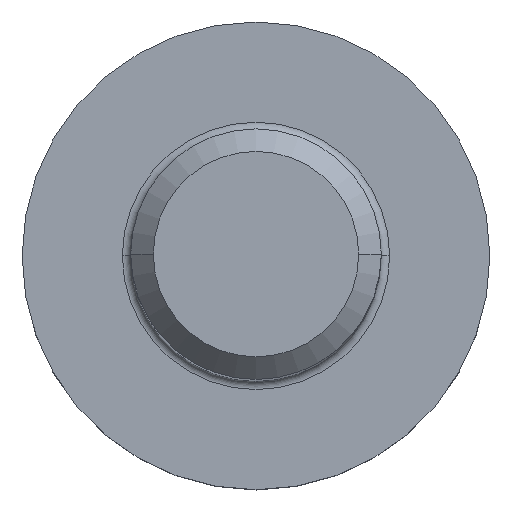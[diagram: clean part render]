
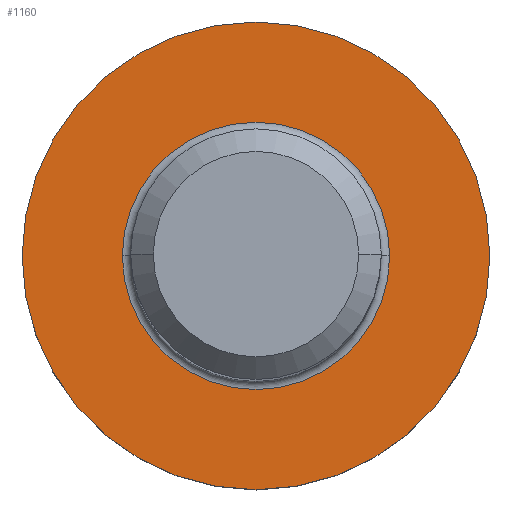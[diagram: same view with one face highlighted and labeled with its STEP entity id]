
A CAD part, top view. The second image highlights one B-rep face of the part: STEP entity #1160.
In plain terms, the highlighted planar face has unit normal (0, 0, 1).
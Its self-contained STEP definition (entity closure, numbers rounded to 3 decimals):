
#49 = CARTESIAN_POINT ( 'NONE',  ( 0., 0., 0. ) ) ;
#73 = CIRCLE ( 'NONE', #1185, 1.6 ) ;
#147 = PLANE ( 'NONE',  #848 ) ;
#156 = EDGE_LOOP ( 'NONE', ( #695, #1076 ) ) ;
#231 = ORIENTED_EDGE ( 'NONE', *, *, #884, .F. ) ;
#243 = VERTEX_POINT ( 'NONE', #940 ) ;
#245 = CARTESIAN_POINT ( 'NONE',  ( 0., 1.6, 0. ) ) ;
#276 = CIRCLE ( 'NONE', #963, 2.8 ) ;
#309 = CIRCLE ( 'NONE', #752, 1.6 ) ;
#367 = ORIENTED_EDGE ( 'NONE', *, *, #1060, .F. ) ;
#415 = CARTESIAN_POINT ( 'NONE',  ( 0., 0., 0. ) ) ;
#430 = CARTESIAN_POINT ( 'NONE',  ( 0., 0., 0. ) ) ;
#436 = DIRECTION ( 'NONE',  ( -1., 0., 0. ) ) ;
#497 = DIRECTION ( 'NONE',  ( -1., 0., 0. ) ) ;
#518 = DIRECTION ( 'NONE',  ( 0., 0., -1. ) ) ;
#548 = DIRECTION ( 'NONE',  ( 0., 0., -1. ) ) ;
#557 = AXIS2_PLACEMENT_3D ( 'NONE', #430, #518, #909 ) ;
#568 = FACE_OUTER_BOUND ( 'NONE', #923, .T. ) ;
#574 = DIRECTION ( 'NONE',  ( 0., 0., -1. ) ) ;
#620 = CIRCLE ( 'NONE', #557, 2.8 ) ;
#625 = CARTESIAN_POINT ( 'NONE',  ( -2.8, 0., 0. ) ) ;
#639 = DIRECTION ( 'NONE',  ( -1., 0., 0. ) ) ;
#643 = CARTESIAN_POINT ( 'NONE',  ( 2.8, 0., 0. ) ) ;
#695 = ORIENTED_EDGE ( 'NONE', *, *, #1198, .T. ) ;
#752 = AXIS2_PLACEMENT_3D ( 'NONE', #49, #548, #639 ) ;
#848 = AXIS2_PLACEMENT_3D ( 'NONE', #245, #1119, #436 ) ;
#849 = CARTESIAN_POINT ( 'NONE',  ( 0., 0., 0. ) ) ;
#878 = DIRECTION ( 'NONE',  ( 0., 0., -1. ) ) ;
#884 = EDGE_CURVE ( 'E191', #1058, #1093, #276, .T. ) ;
#909 = DIRECTION ( 'NONE',  ( -1., 0., 0. ) ) ;
#923 = EDGE_LOOP ( 'NONE', ( #231, #367 ) ) ;
#936 = CARTESIAN_POINT ( 'NONE',  ( 1.6, 0., 0. ) ) ;
#940 = CARTESIAN_POINT ( 'NONE',  ( -1.6, 0., 0. ) ) ;
#963 = AXIS2_PLACEMENT_3D ( 'NONE', #415, #878, #497 ) ;
#1058 = VERTEX_POINT ( 'NONE', #625 ) ;
#1060 = EDGE_CURVE ( 'E191', #1093, #1058, #620, .T. ) ;
#1074 = EDGE_CURVE ( 'E189', #1156, #243, #309, .T. ) ;
#1076 = ORIENTED_EDGE ( 'NONE', *, *, #1074, .T. ) ;
#1093 = VERTEX_POINT ( 'NONE', #643 ) ;
#1109 = FACE_BOUND ( 'NONE', #156, .T. ) ;
#1119 = DIRECTION ( 'NONE',  ( 0., 0., -1. ) ) ;
#1156 = VERTEX_POINT ( 'NONE', #936 ) ;
#1160 = ADVANCED_FACE ( 'E190', ( #568, #1109 ), #147, .F. ) ;
#1185 = AXIS2_PLACEMENT_3D ( 'NONE', #849, #574, #1240 ) ;
#1198 = EDGE_CURVE ( 'E189', #243, #1156, #73, .T. ) ;
#1240 = DIRECTION ( 'NONE',  ( -1., 0., 0. ) ) ;
